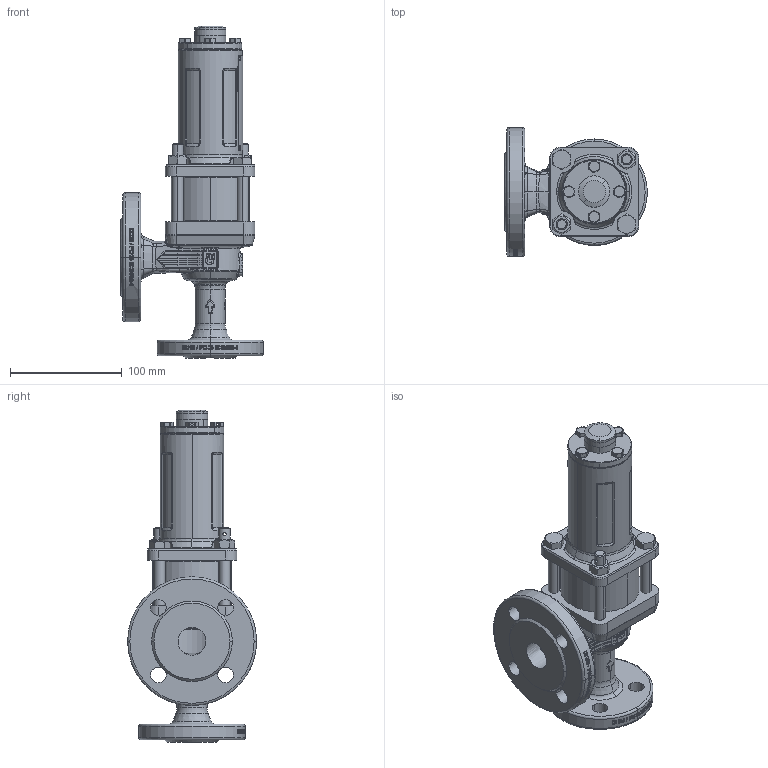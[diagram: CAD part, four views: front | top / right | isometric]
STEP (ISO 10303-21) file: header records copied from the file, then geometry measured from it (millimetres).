
FILE_DESCRIPTION(('HOOPS Exchange Step'),'2;1');
FILE_NAME('SF0402_DN15_DN15-25.stp','2025-06-26T08:46:01+02:00',('nieru'),('Unknown organisation'),'HOOPS Exchange 2024.2','HOOPS Exchange','Unknown authorisation');
FILE_SCHEMA( ('AP203_CONFIGURATION_CONTROLLED_3D_DESIGN_OF_MECHANICAL_PARTS_AND_ASSEMBLIES_MIM_LF') );
Length unit declared in the file: millimetre
Products named in the file (2): 0; root
Assembly tree (1 placements, depth 2):
  root
    0
Bounding box: 127.5 x 115 x 296.45 mm (x, y, z)
Volume: 594404 mm3; surface area: 195509.9 mm2
Topology: 16 solids, 16 shells, 1822 faces, 4560 edges, 2817 vertices
Faces by surface type: bspline 675, plane 477, cylinder 348, cone 157, extrusion 100, torus 59, sphere 6
Full cylindrical faces by diameter (mm): 26 x1, 28 x1
Entity records: 126392 total; most frequent: CARTESIAN_POINT 89380, ORIENTED_EDGE 8992, DIRECTION 5375, EDGE_CURVE 4496, VERTEX_POINT 2817, B_SPLINE_CURVE_WITH_KNOTS 2267, AXIS2_PLACEMENT_3D 2018, EDGE_LOOP 1995
